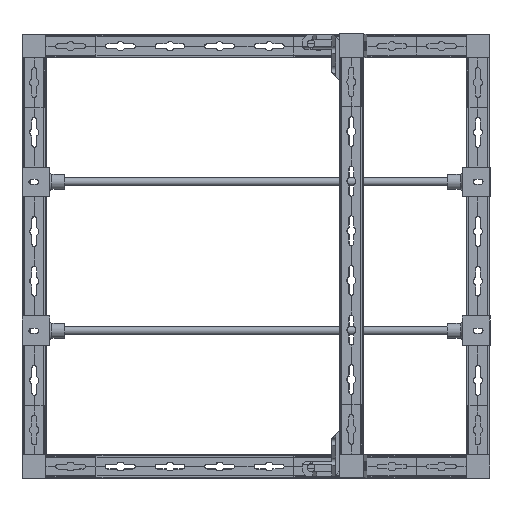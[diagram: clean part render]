
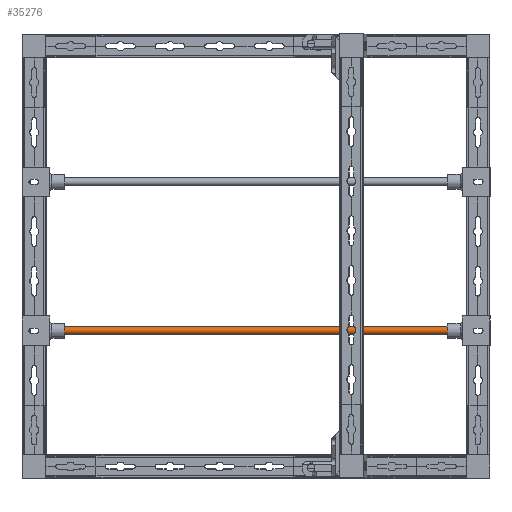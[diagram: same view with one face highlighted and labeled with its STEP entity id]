
A CAD part, top view. The second image highlights one B-rep face of the part: STEP entity #35276.
In plain terms, the highlighted cylindrical face has radius 4 mm (diameter 8 mm), a partial arc.
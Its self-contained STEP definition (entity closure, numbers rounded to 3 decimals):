
#35237=CARTESIAN_POINT('Axis2P3D Location',(210.,0.,0.)) ;
#35242=CARTESIAN_POINT('Line Origine',(210.,4.,0.)) ;
#35246=CARTESIAN_POINT('Vertex',(0.,4.,0.)) ;
#35248=CARTESIAN_POINT('Vertex',(420.,4.,0.)) ;
#35251=CARTESIAN_POINT('Axis2P3D Location',(0.,0.,0.)) ;
#35255=CARTESIAN_POINT('Vertex',(0.,-4.,0.)) ;
#35258=CARTESIAN_POINT('Line Origine',(210.,-4.,0.)) ;
#35262=CARTESIAN_POINT('Vertex',(420.,-4.,0.)) ;
#35265=CARTESIAN_POINT('Axis2P3D Location',(420.,0.,0.)) ;
#35238=DIRECTION('Axis2P3D Direction',(1.,0.,0.)) ;
#35239=DIRECTION('Axis2P3D XDirection',(0.,1.,0.)) ;
#35243=DIRECTION('Vector Direction',(1.,0.,0.)) ;
#35252=DIRECTION('Axis2P3D Direction',(1.,0.,0.)) ;
#35259=DIRECTION('Vector Direction',(1.,0.,0.)) ;
#35266=DIRECTION('Axis2P3D Direction',(1.,0.,0.)) ;
#35240=AXIS2_PLACEMENT_3D('Cylinder Axis2P3D',#35237,#35238,#35239) ;
#35253=AXIS2_PLACEMENT_3D('Circle Axis2P3D',#35251,#35252,$) ;
#35267=AXIS2_PLACEMENT_3D('Circle Axis2P3D',#35265,#35266,$) ;
#35271=ORIENTED_EDGE('',*,*,#35250,.F.) ;
#35272=ORIENTED_EDGE('',*,*,#35257,.T.) ;
#35273=ORIENTED_EDGE('',*,*,#35264,.T.) ;
#35274=ORIENTED_EDGE('',*,*,#35269,.F.) ;
#35244=VECTOR('Line Direction',#35243,1.) ;
#35260=VECTOR('Line Direction',#35259,1.) ;
#35276=ADVANCED_FACE('Corps principal',(#35275),#35241,.T.) ;
#35254=CIRCLE('generated circle',#35253,4.) ;
#35268=CIRCLE('generated circle',#35267,4.) ;
#35241=CYLINDRICAL_SURFACE('generated cylinder',#35240,4.) ;
#35250=EDGE_CURVE('',#35247,#35249,#35245,.T.) ;
#35257=EDGE_CURVE('',#35247,#35256,#35254,.T.) ;
#35264=EDGE_CURVE('',#35256,#35263,#35261,.T.) ;
#35269=EDGE_CURVE('',#35249,#35263,#35268,.T.) ;
#35270=EDGE_LOOP('',(#35271,#35272,#35273,#35274)) ;
#35275=FACE_OUTER_BOUND('',#35270,.T.) ;
#35245=LINE('Line',#35242,#35244) ;
#35261=LINE('Line',#35258,#35260) ;
#35247=VERTEX_POINT('',#35246) ;
#35249=VERTEX_POINT('',#35248) ;
#35256=VERTEX_POINT('',#35255) ;
#35263=VERTEX_POINT('',#35262) ;
